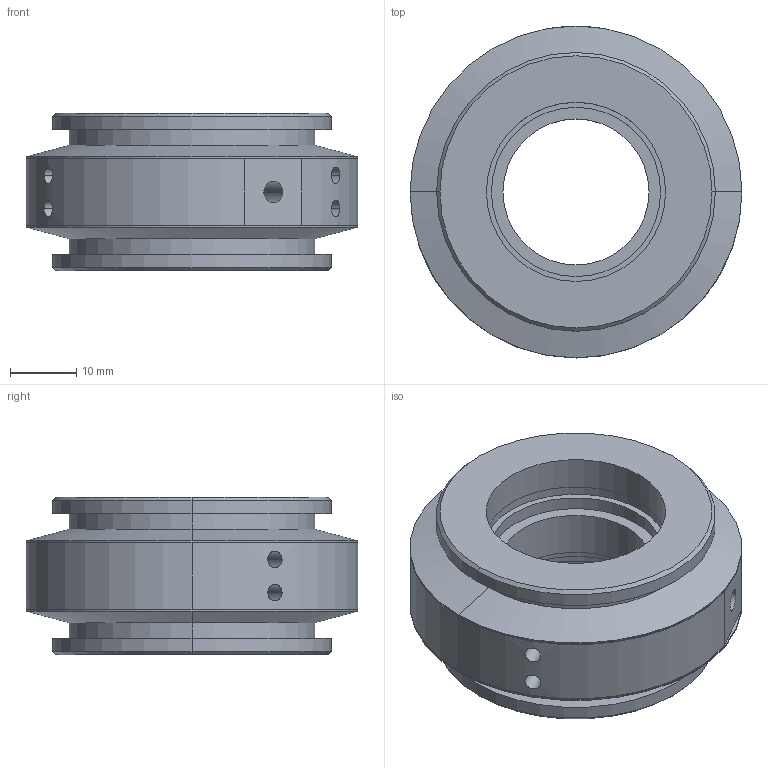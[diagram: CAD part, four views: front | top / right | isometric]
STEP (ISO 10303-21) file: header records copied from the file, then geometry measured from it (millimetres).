
FILE_DESCRIPTION (( 'STEP AP203' ), '1' );
FILE_NAME ('GCM-0923M三维外形图.STEP', '2016-12-30T00:35:45', ( '' ), ( '' ), 'SwSTEP 2.0', 'SolidWorks 2015', '' );
FILE_SCHEMA (( 'CONFIG_CONTROL_DESIGN' ));
Length unit declared in the file: millimetre
Products named in the file (2): GCM-0923M三维外形图
Bounding box: 50 x 50 x 23.8 mm (x, y, z)
Volume: 25236.2 mm3; surface area: 14336.1 mm2
Topology: 1 solids, 1 shells, 84 faces, 184 edges, 107 vertices
Faces by surface type: cylinder 47, cone 22, plane 15
Entity records: 2571 total; most frequent: CARTESIAN_POINT 591, DIRECTION 416, ORIENTED_EDGE 340, AXIS2_PLACEMENT_3D 172, EDGE_CURVE 170, VERTEX_POINT 107, EDGE_LOOP 105, CIRCLE 86
